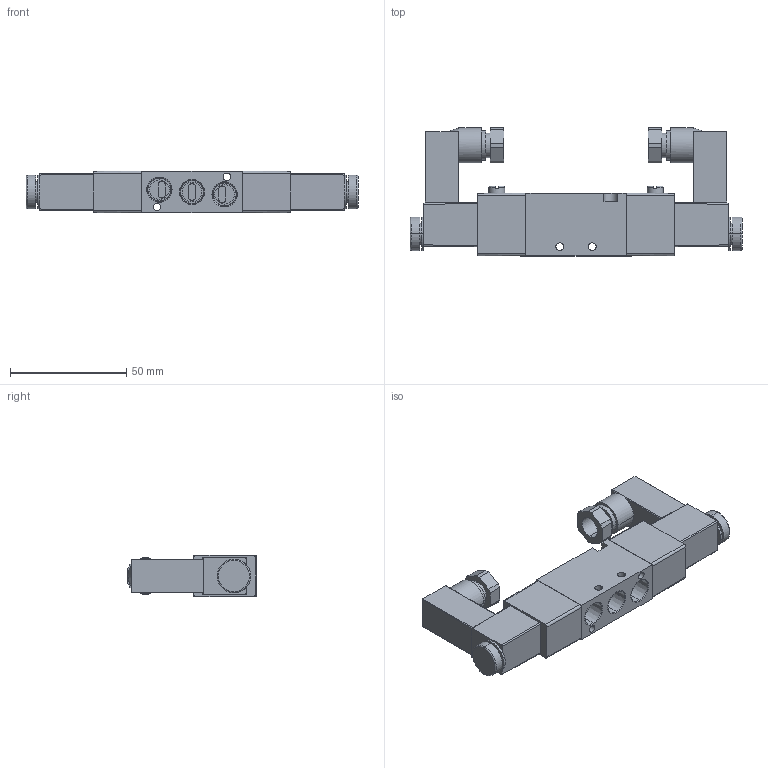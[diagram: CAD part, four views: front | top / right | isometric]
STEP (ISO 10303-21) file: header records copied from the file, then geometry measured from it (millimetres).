
FILE_DESCRIPTION (( 'STEP AP203' ), '1' );
FILE_NAME ('AVS-5121-120A.step', '2015-11-09T22:45:54', ( '' ), ( '' ), 'SwSTEP 2.0', 'SolidWorks 2015', '' );
FILE_SCHEMA (( 'CONFIG_CONTROL_DESIGN' ));
Length unit declared in the file: millimetre
Products named in the file (1): AVS-5121-120A
Bounding box: 142.6 x 55 x 18 mm (x, y, z)
Volume: 69236.9 mm3; surface area: 23595.3 mm2
Topology: 5 solids, 5 shells, 254 faces, 624 edges, 410 vertices
Faces by surface type: plane 131, cylinder 91, torus 20, cone 10, bspline 2
Entity records: 7740 total; most frequent: CARTESIAN_POINT 1590, DIRECTION 1293, ORIENTED_EDGE 1248, EDGE_CURVE 624, AXIS2_PLACEMENT_3D 479, VERTEX_POINT 410, LINE 335, VECTOR 335
